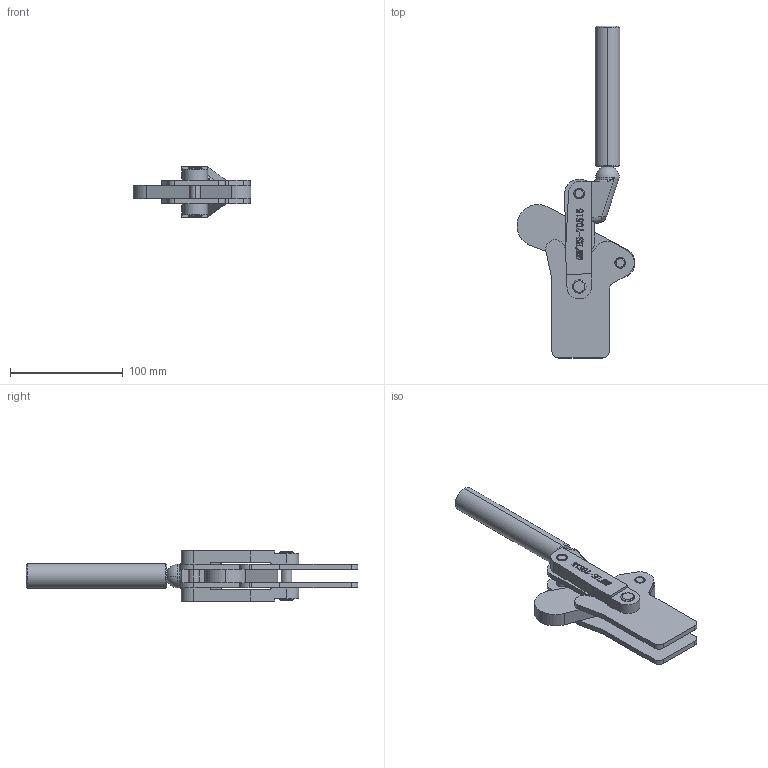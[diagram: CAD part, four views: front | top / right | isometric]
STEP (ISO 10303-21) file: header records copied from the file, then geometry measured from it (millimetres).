
FILE_DESCRIPTION (( 'STEP AP203' ), '1' );
FILE_NAME ('HS-70515 装配体.STEP', '2018-12-07T08:11:30', ( 'PCOS' ), ( '微软中国' ), 'SwSTEP 2.0', 'SolidWorks 2012', '' );
FILE_SCHEMA (( 'CONFIG_CONTROL_DESIGN' ));
Length unit declared in the file: millimetre
Products named in the file (8): 忒參; 蟀裝; 菁釱; HS-70515 蚾饜极; 揤參; 种3; 种2; 种1
Assembly tree (9 placements, depth 2):
  HS-70515 蚾饜极
    菁釱
    蟀裝  x2
    忒參
    种1
    种2  x2
    种3
    揤參
Bounding box: 104.85 x 295 x 45 mm (x, y, z)
Volume: 220847 mm3; surface area: 76401.9 mm2
Topology: 10 solids, 10 shells, 513 faces, 1366 edges, 900 vertices
Faces by surface type: plane 247, bspline 133, cylinder 108, cone 16, torus 7, sphere 2
Entity records: 21789 total; most frequent: CARTESIAN_POINT 9228, ORIENTED_EDGE 2646, DIRECTION 2011, EDGE_CURVE 1323, VERTEX_POINT 874, LINE 821, VECTOR 821, AXIS2_PLACEMENT_3D 595
